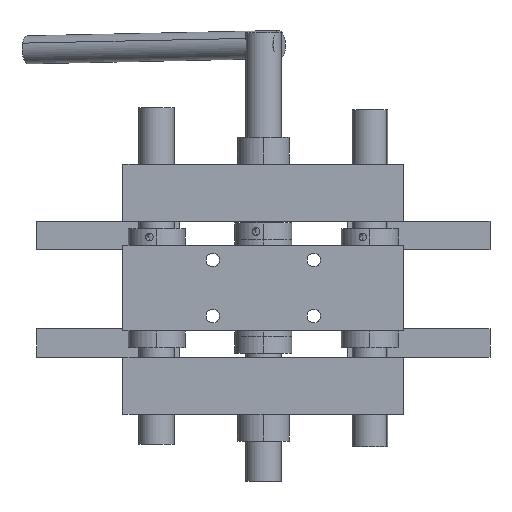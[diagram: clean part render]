
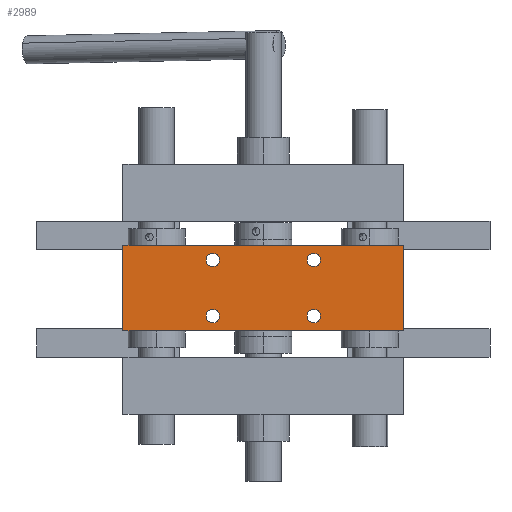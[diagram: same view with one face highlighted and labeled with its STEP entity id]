
A CAD part, front view. The second image highlights one B-rep face of the part: STEP entity #2989.
In plain terms, the highlighted planar face has unit normal (0, -1, 0).
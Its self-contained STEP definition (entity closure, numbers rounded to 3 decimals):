
#1317 = CARTESIAN_POINT ( 'NONE',  ( 0., 0., 0. ) ) ;
#1319 = CARTESIAN_POINT ( 'NONE',  ( 80., 0., -19. ) ) ;
#1324 = CARTESIAN_POINT ( 'NONE',  ( 170., 0., -69. ) ) ;
#1333 = CARTESIAN_POINT ( 'NONE',  ( 0., 0., -76.2 ) ) ;
#1347 = CARTESIAN_POINT ( 'NONE',  ( 170., 0., -19. ) ) ;
#1360 = CARTESIAN_POINT ( 'NONE',  ( 80., 0., -57. ) ) ;
#1363 = CARTESIAN_POINT ( 'NONE',  ( 170., 0., -57. ) ) ;
#1377 = CARTESIAN_POINT ( 'NONE',  ( 250., 0., -76.2 ) ) ;
#1400 = CARTESIAN_POINT ( 'NONE',  ( 170., 0., -7. ) ) ;
#1404 = CARTESIAN_POINT ( 'NONE',  ( 250., 0., 0. ) ) ;
#1412 = CARTESIAN_POINT ( 'NONE',  ( 80., 0., -69. ) ) ;
#1418 = CARTESIAN_POINT ( 'NONE',  ( 80., 0., -7. ) ) ;
#2436 = DIRECTION ( 'NONE',  ( 0., -1., 0. ) ) ;
#2448 = CARTESIAN_POINT ( 'NONE',  ( 80., 0., -13. ) ) ;
#2455 = DIRECTION ( 'NONE',  ( 0., 0., 1. ) ) ;
#2467 = CARTESIAN_POINT ( 'NONE',  ( 170., 0., -63. ) ) ;
#2468 = DIRECTION ( 'NONE',  ( 0., 1., 0. ) ) ;
#2479 = DIRECTION ( 'NONE',  ( 0., 1., 0. ) ) ;
#2502 = CARTESIAN_POINT ( 'NONE',  ( 80., 0., -13. ) ) ;
#2513 = DIRECTION ( 'NONE',  ( 0., 1., 0. ) ) ;
#2517 = DIRECTION ( 'NONE',  ( 0., 1., 0. ) ) ;
#2520 = DIRECTION ( 'NONE',  ( 0., 0., 1. ) ) ;
#2539 = DIRECTION ( 'NONE',  ( 0., 0., 1. ) ) ;
#2543 = DIRECTION ( 'NONE',  ( 0., 1., 0. ) ) ;
#2546 = DIRECTION ( 'NONE',  ( 0., 0., -1. ) ) ;
#2553 = DIRECTION ( 'NONE',  ( 0., 1., 0. ) ) ;
#2560 = CARTESIAN_POINT ( 'NONE',  ( 0., 0., -76.2 ) ) ;
#2561 = CARTESIAN_POINT ( 'NONE',  ( 0., 0., 0. ) ) ;
#2562 = DIRECTION ( 'NONE',  ( -1., 0., 0. ) ) ;
#2568 = CARTESIAN_POINT ( 'NONE',  ( 250., 0., 0. ) ) ;
#2571 = CARTESIAN_POINT ( 'NONE',  ( 0., 0., 0. ) ) ;
#2579 = CARTESIAN_POINT ( 'NONE',  ( 170., 0., -13. ) ) ;
#2584 = DIRECTION ( 'NONE',  ( 0., 1., 0. ) ) ;
#2592 = DIRECTION ( 'NONE',  ( 0., 0., 1. ) ) ;
#2604 = PLANE ( 'NONE',  #3932 ) ;
#2624 = DIRECTION ( 'NONE',  ( 0., 0., 1. ) ) ;
#2634 = DIRECTION ( 'NONE',  ( 0., 0., 1. ) ) ;
#2639 = CARTESIAN_POINT ( 'NONE',  ( 0., 0., -76.2 ) ) ;
#2640 = DIRECTION ( 'NONE',  ( 0., 0., -1. ) ) ;
#2658 = CARTESIAN_POINT ( 'NONE',  ( 170., 0., -63. ) ) ;
#2669 = DIRECTION ( 'NONE',  ( 0., 0., 1. ) ) ;
#2675 = DIRECTION ( 'NONE',  ( 0., 0., 1. ) ) ;
#2676 = CARTESIAN_POINT ( 'NONE',  ( 80., 0., -63. ) ) ;
#2695 = DIRECTION ( 'NONE',  ( 0., 1., 0. ) ) ;
#2702 = DIRECTION ( 'NONE',  ( 0., 0., 1. ) ) ;
#2712 = CARTESIAN_POINT ( 'NONE',  ( 170., 0., -13. ) ) ;
#2713 = DIRECTION ( 'NONE',  ( 1., 0., 0. ) ) ;
#2717 = CARTESIAN_POINT ( 'NONE',  ( 80., 0., -63. ) ) ;
#2736 = ORIENTED_EDGE ( 'NONE', *, *, #2934, .F. ) ;
#2746 = ORIENTED_EDGE ( 'NONE', *, *, #2917, .T. ) ;
#2751 = ORIENTED_EDGE ( 'NONE', *, *, #2907, .T. ) ;
#2755 = ORIENTED_EDGE ( 'NONE', *, *, #2911, .T. ) ;
#2756 = ORIENTED_EDGE ( 'NONE', *, *, #2927, .F. ) ;
#2760 = ORIENTED_EDGE ( 'NONE', *, *, #2915, .T. ) ;
#2765 = ORIENTED_EDGE ( 'NONE', *, *, #2913, .T. ) ;
#2770 = ORIENTED_EDGE ( 'NONE', *, *, #2903, .T. ) ;
#2777 = ORIENTED_EDGE ( 'NONE', *, *, #2909, .T. ) ;
#2779 = ORIENTED_EDGE ( 'NONE', *, *, #2919, .T. ) ;
#2784 = ORIENTED_EDGE ( 'NONE', *, *, #2937, .F. ) ;
#2786 = ORIENTED_EDGE ( 'NONE', *, *, #2921, .F. ) ;
#2903 = EDGE_CURVE ( 'NONE', #4887, #4742, #3993, .T. ) ;
#2907 = EDGE_CURVE ( 'NONE', #4646, #4907, #3999, .T. ) ;
#2909 = EDGE_CURVE ( 'NONE', #4907, #4646, #4002, .T. ) ;
#2911 = EDGE_CURVE ( 'NONE', #4713, #4866, #4005, .T. ) ;
#2913 = EDGE_CURVE ( 'NONE', #4750, #4663, #4008, .T. ) ;
#2915 = EDGE_CURVE ( 'NONE', #4663, #4750, #4010, .T. ) ;
#2917 = EDGE_CURVE ( 'NONE', #4866, #4713, #4012, .T. ) ;
#2919 = EDGE_CURVE ( 'NONE', #4742, #4887, #4015, .T. ) ;
#2921 = EDGE_CURVE ( 'NONE', #4640, #4872, #4009, .T. ) ;
#2927 = EDGE_CURVE ( 'NONE', #4686, #4640, #4025, .T. ) ;
#2934 = EDGE_CURVE ( 'NONE', #4827, #4686, #4036, .T. ) ;
#2937 = EDGE_CURVE ( 'NONE', #4872, #4827, #4041, .T. ) ;
#2989 = ADVANCED_FACE ( 'NONE', ( #4177, #4181, #4186, #4188, #4183 ), #2604, .T. ) ;
#3555 = EDGE_LOOP ( 'NONE', ( #2779, #2770 ) ) ;
#3564 = EDGE_LOOP ( 'NONE', ( #2756, #2736, #2784, #2786 ) ) ;
#3566 = EDGE_LOOP ( 'NONE', ( #2777, #2751 ) ) ;
#3567 = EDGE_LOOP ( 'NONE', ( #2765, #2760 ) ) ;
#3569 = EDGE_LOOP ( 'NONE', ( #2746, #2755 ) ) ;
#3854 = AXIS2_PLACEMENT_3D ( 'NONE', #2717, #2584, #2539 ) ;
#3863 = AXIS2_PLACEMENT_3D ( 'NONE', #2448, #2543, #2675 ) ;
#3864 = AXIS2_PLACEMENT_3D ( 'NONE', #2502, #2517, #2624 ) ;
#3865 = AXIS2_PLACEMENT_3D ( 'NONE', #2658, #2513, #2669 ) ;
#3866 = AXIS2_PLACEMENT_3D ( 'NONE', #2712, #2553, #2520 ) ;
#3867 = AXIS2_PLACEMENT_3D ( 'NONE', #2467, #2695, #2455 ) ;
#3869 = AXIS2_PLACEMENT_3D ( 'NONE', #2579, #2479, #2634 ) ;
#3871 = AXIS2_PLACEMENT_3D ( 'NONE', #2676, #2468, #2702 ) ;
#3932 = AXIS2_PLACEMENT_3D ( 'NONE', #2639, #2436, #2546 ) ;
#3993 = CIRCLE ( 'NONE', #3854, 6. ) ;
#3999 = CIRCLE ( 'NONE', #3863, 6. ) ;
#4002 = CIRCLE ( 'NONE', #3864, 6. ) ;
#4005 = CIRCLE ( 'NONE', #3866, 6. ) ;
#4008 = CIRCLE ( 'NONE', #3865, 6. ) ;
#4009 = LINE ( 'NONE', #2571, #4014 ) ;
#4010 = CIRCLE ( 'NONE', #3867, 6. ) ;
#4012 = CIRCLE ( 'NONE', #3869, 6. ) ;
#4014 = VECTOR ( 'NONE', #2713, 1000. ) ;
#4015 = CIRCLE ( 'NONE', #3871, 6. ) ;
#4025 = LINE ( 'NONE', #2561, #4026 ) ;
#4026 = VECTOR ( 'NONE', #2592, 1000. ) ;
#4036 = LINE ( 'NONE', #2560, #4037 ) ;
#4037 = VECTOR ( 'NONE', #2562, 1000. ) ;
#4041 = LINE ( 'NONE', #2568, #4042 ) ;
#4042 = VECTOR ( 'NONE', #2640, 1000. ) ;
#4177 = FACE_BOUND ( 'NONE', #3555, .T. ) ;
#4181 = FACE_BOUND ( 'NONE', #3569, .T. ) ;
#4183 = FACE_OUTER_BOUND ( 'NONE', #3564, .T. ) ;
#4186 = FACE_BOUND ( 'NONE', #3566, .T. ) ;
#4188 = FACE_BOUND ( 'NONE', #3567, .T. ) ;
#4640 = VERTEX_POINT ( 'NONE', #1317 ) ;
#4646 = VERTEX_POINT ( 'NONE', #1319 ) ;
#4663 = VERTEX_POINT ( 'NONE', #1324 ) ;
#4686 = VERTEX_POINT ( 'NONE', #1333 ) ;
#4713 = VERTEX_POINT ( 'NONE', #1347 ) ;
#4742 = VERTEX_POINT ( 'NONE', #1360 ) ;
#4750 = VERTEX_POINT ( 'NONE', #1363 ) ;
#4827 = VERTEX_POINT ( 'NONE', #1377 ) ;
#4866 = VERTEX_POINT ( 'NONE', #1400 ) ;
#4872 = VERTEX_POINT ( 'NONE', #1404 ) ;
#4887 = VERTEX_POINT ( 'NONE', #1412 ) ;
#4907 = VERTEX_POINT ( 'NONE', #1418 ) ;
